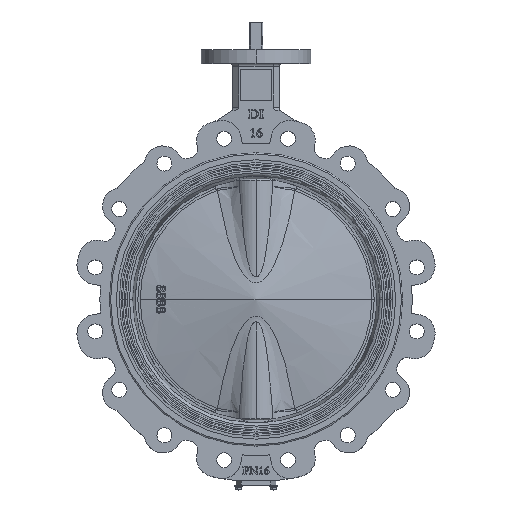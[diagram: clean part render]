
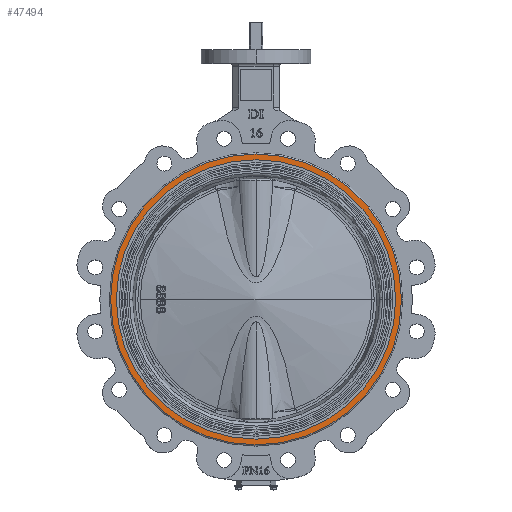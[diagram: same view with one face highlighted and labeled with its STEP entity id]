
A CAD part, top view. The second image highlights one B-rep face of the part: STEP entity #47494.
In plain terms, the highlighted planar face has unit normal (0, 0, 1).
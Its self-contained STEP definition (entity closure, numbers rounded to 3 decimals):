
#2185 = DIRECTION ( 'NONE',  ( 0., 0., 1. ) ) ;
#2240 = DIRECTION ( 'NONE',  ( 1., 0., 0. ) ) ;
#2523 = DIRECTION ( 'NONE',  ( 0., 0., 1. ) ) ;
#2804 = EDGE_LOOP ( 'NONE', ( #40111, #30476 ) ) ;
#5648 = DIRECTION ( 'NONE',  ( 0., 0., 1. ) ) ;
#6226 = EDGE_CURVE ( 'NONE', #6832, #27610, #9144, .T. ) ;
#6832 = VERTEX_POINT ( 'NONE', #46390 ) ;
#9144 = CIRCLE ( 'NONE', #56317, 233. ) ;
#15147 = DIRECTION ( 'NONE',  ( 0., 0., 1. ) ) ;
#15336 = AXIS2_PLACEMENT_3D ( 'NONE', #47066, #38383, #31098 ) ;
#15409 = CARTESIAN_POINT ( 'NONE',  ( 0., 0., 51. ) ) ;
#17743 = EDGE_CURVE ( 'NONE', #21198, #47187, #55059, .T. ) ;
#21198 = VERTEX_POINT ( 'NONE', #49945 ) ;
#25045 = FACE_OUTER_BOUND ( 'NONE', #54829, .T. ) ;
#25422 = AXIS2_PLACEMENT_3D ( 'NONE', #27982, #2523, #2240 ) ;
#27610 = VERTEX_POINT ( 'NONE', #45482 ) ;
#27982 = CARTESIAN_POINT ( 'NONE',  ( 0., 0., 51. ) ) ;
#29308 = EDGE_CURVE ( 'NONE', #27610, #6832, #45339, .T. ) ;
#30476 = ORIENTED_EDGE ( 'NONE', *, *, #17743, .F. ) ;
#31098 = DIRECTION ( 'NONE',  ( 1., 0., 0. ) ) ;
#32914 = DIRECTION ( 'NONE',  ( 1., 0., 0. ) ) ;
#34292 = AXIS2_PLACEMENT_3D ( 'NONE', #15409, #2185, #46417 ) ;
#34663 = ORIENTED_EDGE ( 'NONE', *, *, #29308, .T. ) ;
#37659 = ORIENTED_EDGE ( 'NONE', *, *, #6226, .T. ) ;
#38383 = DIRECTION ( 'NONE',  ( 0., 0., 1. ) ) ;
#38492 = AXIS2_PLACEMENT_3D ( 'NONE', #49939, #15147, #32914 ) ;
#39057 = EDGE_CURVE ( 'NONE', #47187, #21198, #45864, .T. ) ;
#40111 = ORIENTED_EDGE ( 'NONE', *, *, #39057, .F. ) ;
#41340 = CARTESIAN_POINT ( 'NONE',  ( 219.76, 0., 51. ) ) ;
#42406 = PLANE ( 'NONE',  #15336 ) ;
#45339 = CIRCLE ( 'NONE', #34292, 233. ) ;
#45482 = CARTESIAN_POINT ( 'NONE',  ( 233., 0., 51. ) ) ;
#45864 = CIRCLE ( 'NONE', #38492, 219.76 ) ;
#46390 = CARTESIAN_POINT ( 'NONE',  ( -233., 0., 51. ) ) ;
#46417 = DIRECTION ( 'NONE',  ( 1., 0., 0. ) ) ;
#47066 = CARTESIAN_POINT ( 'NONE',  ( 0., 0., 51. ) ) ;
#47187 = VERTEX_POINT ( 'NONE', #41340 ) ;
#47494 = ADVANCED_FACE ( 'NONE', ( #25045, #53089 ), #42406, .T. ) ;
#49894 = DIRECTION ( 'NONE',  ( 1., 0., 0. ) ) ;
#49939 = CARTESIAN_POINT ( 'NONE',  ( 0., 0., 51. ) ) ;
#49945 = CARTESIAN_POINT ( 'NONE',  ( -219.76, 0., 51. ) ) ;
#50474 = CARTESIAN_POINT ( 'NONE',  ( 0., 0., 51. ) ) ;
#53089 = FACE_BOUND ( 'NONE', #2804, .T. ) ;
#54829 = EDGE_LOOP ( 'NONE', ( #34663, #37659 ) ) ;
#55059 = CIRCLE ( 'NONE', #25422, 219.76 ) ;
#56317 = AXIS2_PLACEMENT_3D ( 'NONE', #50474, #5648, #49894 ) ;
